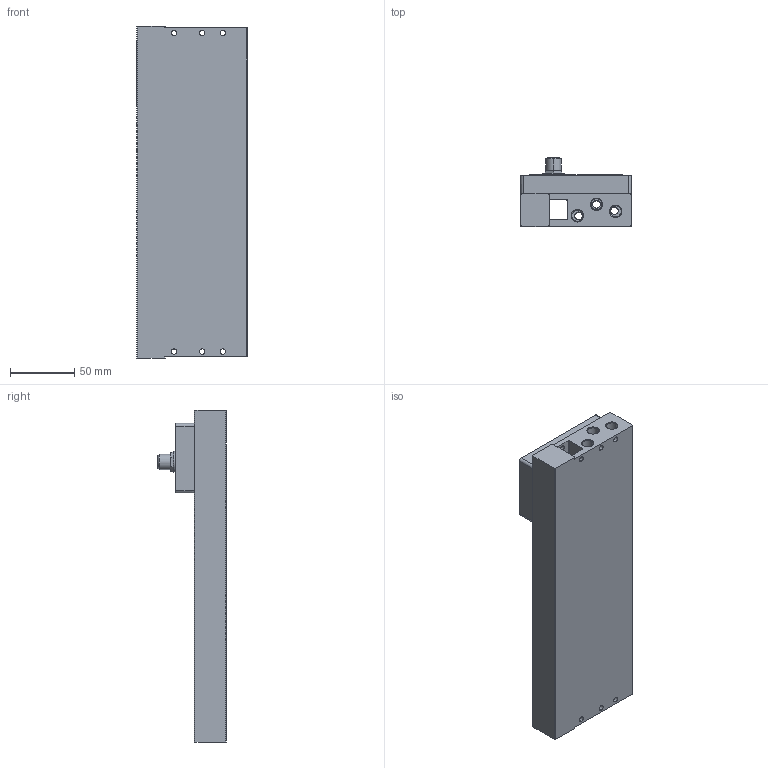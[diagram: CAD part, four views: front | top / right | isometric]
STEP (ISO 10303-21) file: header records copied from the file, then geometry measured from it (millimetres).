
FILE_DESCRIPTION (( 'STEP AP203' ), '1' );
FILE_NAME ('ES1VM-16F-M7LK32.STEP', '2022-08-23T11:58:19', ( '' ), ( '' ), 'SwSTEP 2.0', 'SolidWorks 2022', '' );
FILE_SCHEMA (( 'CONFIG_CONTROL_DESIGN' ));
Length unit declared in the file: millimetre
Products named in the file (1): ES1VM-16F-M7LK32
Bounding box: 86 x 53.6 x 259 mm (x, y, z)
Volume: 518965.1 mm3; surface area: 112835.3 mm2
Topology: 1 solids, 1 shells, 527 faces, 1286 edges, 828 vertices
Faces by surface type: cylinder 240, cone 144, plane 131, bspline 12
Entity records: 17105 total; most frequent: CARTESIAN_POINT 4090, DIRECTION 2922, ORIENTED_EDGE 2572, EDGE_CURVE 1286, AXIS2_PLACEMENT_3D 1212, VERTEX_POINT 828, CIRCLE 696, EDGE_LOOP 650
